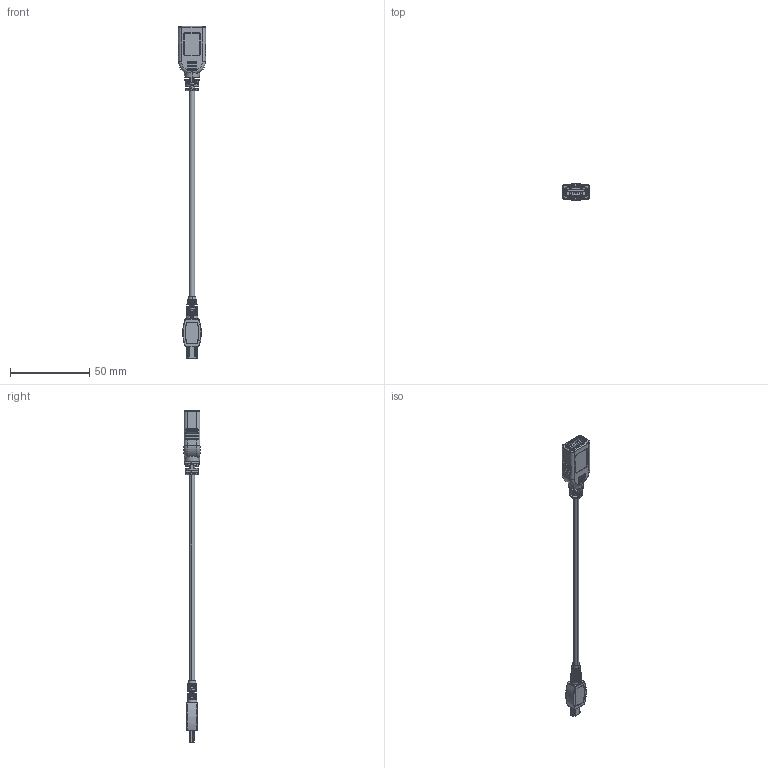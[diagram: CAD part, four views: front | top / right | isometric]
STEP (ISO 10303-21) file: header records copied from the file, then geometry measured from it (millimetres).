
FILE_DESCRIPTION (( 'STEP AP203' ), '1' );
FILE_NAME ('10-00003.STEP', '2016-09-15T22:56:27', ( '' ), ( '' ), 'SwSTEP 2.0', 'SolidWorks 2015', '' );
FILE_SCHEMA (( 'CONFIG_CONTROL_DESIGN' ));
Length unit declared in the file: millimetre
Products named in the file (10): 30-00099_blunt cut; 24-00022; 10-00003; 50-00432 insulator; 50-00432 shell; 50-00432; 24-00058_connector cutout; 50-00424 insulator; 50-00424 shell; 50-00424
Assembly tree (9 placements, depth 3):
  10-00003
    24-00022
    50-00432
      50-00432 insulator
      50-00432 shell
    24-00058_connector cutout
    50-00424
      50-00424 insulator
      50-00424 shell
    30-00099_blunt cut
Bounding box: 17.1 x 11 x 209.26 mm (x, y, z)
Volume: 7979.7 mm3; surface area: 18986.7 mm2
Topology: 107 solids, 107 shells, 1610 faces, 3706 edges, 2325 vertices
Faces by surface type: plane 641, cylinder 529, bspline 322, torus 96, cone 14, sphere 8
Entity records: 56294 total; most frequent: CARTESIAN_POINT 20993, ORIENTED_EDGE 7396, DIRECTION 6545, EDGE_CURVE 3698, AXIS2_PLACEMENT_3D 2466, VERTEX_POINT 2325, EDGE_LOOP 1725, LINE 1613
